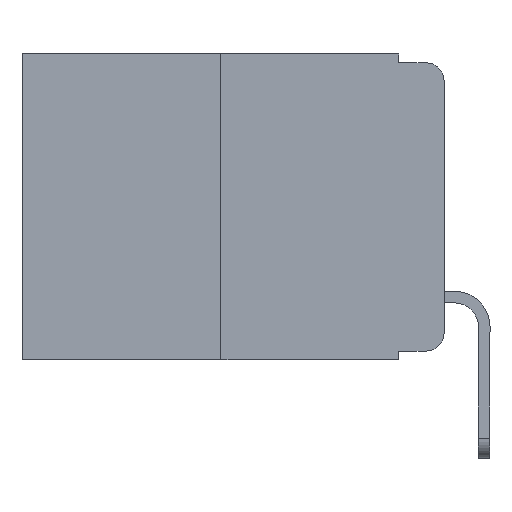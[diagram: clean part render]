
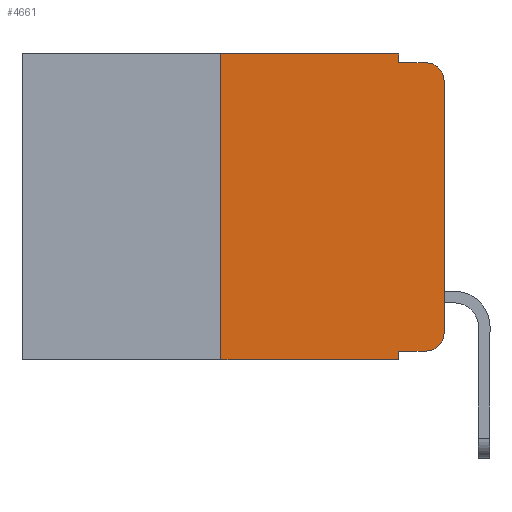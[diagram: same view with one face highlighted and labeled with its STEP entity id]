
A CAD part, left-side view. The second image highlights one B-rep face of the part: STEP entity #4661.
In plain terms, the highlighted planar face has unit normal (-1, 0, 0).
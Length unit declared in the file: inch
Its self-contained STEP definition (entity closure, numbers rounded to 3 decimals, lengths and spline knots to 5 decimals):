
#7 = AXIS2_PLACEMENT_3D ( 'NONE', #8635, #2681, #9484 ) ;
#67 = ORIENTED_EDGE ( 'NONE', *, *, #3126, .T. ) ;
#206 = VERTEX_POINT ( 'NONE', #1922 ) ;
#235 = ORIENTED_EDGE ( 'NONE', *, *, #1086, .F. ) ;
#298 = VECTOR ( 'NONE', #6486, 39.37008 ) ;
#524 = EDGE_CURVE ( 'NONE', #4343, #2067, #11368, .T. ) ;
#596 = VECTOR ( 'NONE', #8377, 39.37008 ) ;
#1086 = EDGE_CURVE ( 'NONE', #10472, #4343, #9371, .T. ) ;
#1391 = VECTOR ( 'NONE', #3955, 39.37008 ) ;
#1745 = AXIS2_PLACEMENT_3D ( 'NONE', #10087, #9546, #9522 ) ;
#1801 = VERTEX_POINT ( 'NONE', #6516 ) ;
#1922 = CARTESIAN_POINT ( 'NONE',  ( 0., 0.051, -0.333 ) ) ;
#1952 = EDGE_CURVE ( 'NONE', #206, #7513, #4868, .T. ) ;
#2008 = CARTESIAN_POINT ( 'NONE',  ( 0., 0.02, -0.03 ) ) ;
#2067 = VERTEX_POINT ( 'NONE', #4786 ) ;
#2089 = PLANE ( 'NONE',  #1745 ) ;
#2357 = CARTESIAN_POINT ( 'NONE',  ( 0., 0., 0. ) ) ;
#2367 = EDGE_LOOP ( 'NONE', ( #12130, #5409, #5728, #235, #6673, #2713, #67, #8324, #10642, #8905 ) ) ;
#2681 = DIRECTION ( 'NONE',  ( -1., 0., 0. ) ) ;
#2713 = ORIENTED_EDGE ( 'NONE', *, *, #5766, .F. ) ;
#3126 = EDGE_CURVE ( 'NONE', #6274, #1801, #6110, .T. ) ;
#3163 = DIRECTION ( 'NONE',  ( 0., 0., -1. ) ) ;
#3229 = DIRECTION ( 'NONE',  ( 0., -1., 0. ) ) ;
#3317 = EDGE_CURVE ( 'NONE', #6369, #10472, #10681, .T. ) ;
#3325 = LINE ( 'NONE', #2357, #596 ) ;
#3574 = VERTEX_POINT ( 'NONE', #9731 ) ;
#3736 = VERTEX_POINT ( 'NONE', #7012 ) ;
#3944 = CARTESIAN_POINT ( 'NONE',  ( 0., 0.25, 0. ) ) ;
#3955 = DIRECTION ( 'NONE',  ( 0., 0., 1. ) ) ;
#4065 = CARTESIAN_POINT ( 'NONE',  ( 0., 0.051, -0.333 ) ) ;
#4343 = VERTEX_POINT ( 'NONE', #11631 ) ;
#4661 = ADVANCED_FACE ( 'NONE', ( #9684 ), #2089, .F. ) ;
#4786 = CARTESIAN_POINT ( 'NONE',  ( 0., 0.02, -0.01 ) ) ;
#4868 = LINE ( 'NONE', #4065, #9497 ) ;
#4927 = DIRECTION ( 'NONE',  ( 0., 0., -1. ) ) ;
#5353 = VECTOR ( 'NONE', #5491, 39.37008 ) ;
#5409 = ORIENTED_EDGE ( 'NONE', *, *, #7228, .T. ) ;
#5491 = DIRECTION ( 'NONE',  ( 0., 0., -1. ) ) ;
#5728 = ORIENTED_EDGE ( 'NONE', *, *, #524, .F. ) ;
#5766 = EDGE_CURVE ( 'NONE', #6274, #6369, #11365, .T. ) ;
#6062 = CARTESIAN_POINT ( 'NONE',  ( 0., 0.051, 0. ) ) ;
#6110 = LINE ( 'NONE', #6552, #298 ) ;
#6121 = EDGE_CURVE ( 'NONE', #206, #1801, #12322, .T. ) ;
#6134 = CIRCLE ( 'NONE', #8639, 0.02 ) ;
#6274 = VERTEX_POINT ( 'NONE', #10971 ) ;
#6369 = VERTEX_POINT ( 'NONE', #7617 ) ;
#6486 = DIRECTION ( 'NONE',  ( 0., -1., 0. ) ) ;
#6516 = CARTESIAN_POINT ( 'NONE',  ( 0., 0.051, -0.343 ) ) ;
#6552 = CARTESIAN_POINT ( 'NONE',  ( 0., 0.473, -0.343 ) ) ;
#6673 = ORIENTED_EDGE ( 'NONE', *, *, #3317, .F. ) ;
#6678 = DIRECTION ( 'NONE',  ( 0., -1., 0. ) ) ;
#6771 = VECTOR ( 'NONE', #4927, 39.37008 ) ;
#7012 = CARTESIAN_POINT ( 'NONE',  ( 0., 0., -0.313 ) ) ;
#7228 = EDGE_CURVE ( 'NONE', #3574, #2067, #6134, .T. ) ;
#7468 = CARTESIAN_POINT ( 'NONE',  ( 0., 0.02, -0.333 ) ) ;
#7513 = VERTEX_POINT ( 'NONE', #7468 ) ;
#7617 = CARTESIAN_POINT ( 'NONE',  ( 0., 0.25, 0. ) ) ;
#8324 = ORIENTED_EDGE ( 'NONE', *, *, #6121, .F. ) ;
#8370 = VECTOR ( 'NONE', #3229, 39.37008 ) ;
#8377 = DIRECTION ( 'NONE',  ( 0., 0., 1. ) ) ;
#8437 = EDGE_CURVE ( 'NONE', #7513, #3736, #8937, .T. ) ;
#8635 = CARTESIAN_POINT ( 'NONE',  ( 0., 0.02, -0.313 ) ) ;
#8639 = AXIS2_PLACEMENT_3D ( 'NONE', #2008, #8985, #3163 ) ;
#8783 = EDGE_CURVE ( 'NONE', #3736, #3574, #3325, .T. ) ;
#8905 = ORIENTED_EDGE ( 'NONE', *, *, #8437, .T. ) ;
#8937 = CIRCLE ( 'NONE', #7, 0.02 ) ;
#8985 = DIRECTION ( 'NONE',  ( -1., 0., 0. ) ) ;
#9110 = VECTOR ( 'NONE', #6678, 39.37008 ) ;
#9371 = LINE ( 'NONE', #10788, #6771 ) ;
#9484 = DIRECTION ( 'NONE',  ( 0., 0., -1. ) ) ;
#9497 = VECTOR ( 'NONE', #10911, 39.37008 ) ;
#9522 = DIRECTION ( 'NONE',  ( 0., 0., -1. ) ) ;
#9545 = CARTESIAN_POINT ( 'NONE',  ( 0., 0.051, -0.01 ) ) ;
#9546 = DIRECTION ( 'NONE',  ( 1., 0., 0. ) ) ;
#9684 = FACE_OUTER_BOUND ( 'NONE', #2367, .T. ) ;
#9731 = CARTESIAN_POINT ( 'NONE',  ( 0., 0., -0.03 ) ) ;
#10087 = CARTESIAN_POINT ( 'NONE',  ( 0., 0.473, 0. ) ) ;
#10472 = VERTEX_POINT ( 'NONE', #11314 ) ;
#10642 = ORIENTED_EDGE ( 'NONE', *, *, #1952, .T. ) ;
#10681 = LINE ( 'NONE', #11726, #8370 ) ;
#10788 = CARTESIAN_POINT ( 'NONE',  ( 0., 0.051, 0. ) ) ;
#10911 = DIRECTION ( 'NONE',  ( 0., -1., 0. ) ) ;
#10971 = CARTESIAN_POINT ( 'NONE',  ( 0., 0.25, -0.343 ) ) ;
#11314 = CARTESIAN_POINT ( 'NONE',  ( 0., 0.051, 0. ) ) ;
#11365 = LINE ( 'NONE', #3944, #1391 ) ;
#11368 = LINE ( 'NONE', #9545, #9110 ) ;
#11631 = CARTESIAN_POINT ( 'NONE',  ( 0., 0.051, -0.01 ) ) ;
#11726 = CARTESIAN_POINT ( 'NONE',  ( 0., 0.473, 0. ) ) ;
#12130 = ORIENTED_EDGE ( 'NONE', *, *, #8783, .T. ) ;
#12322 = LINE ( 'NONE', #6062, #5353 ) ;
